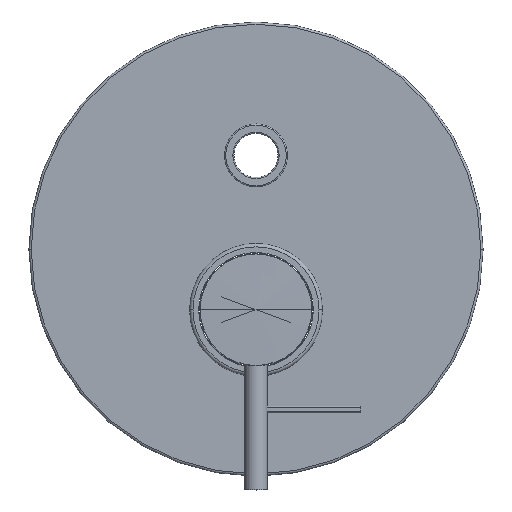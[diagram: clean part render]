
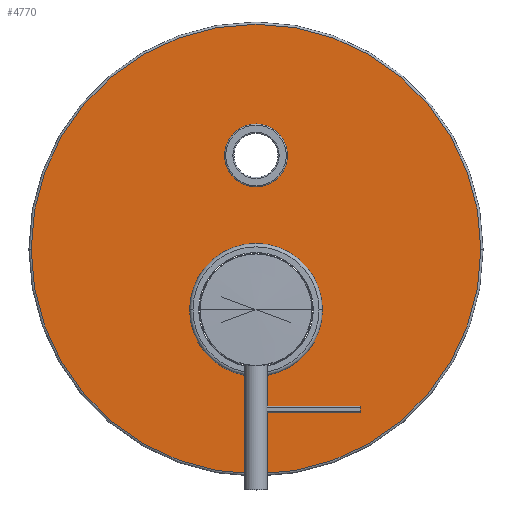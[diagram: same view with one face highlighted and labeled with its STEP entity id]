
A CAD part, top view. The second image highlights one B-rep face of the part: STEP entity #4770.
In plain terms, the highlighted face is planar.
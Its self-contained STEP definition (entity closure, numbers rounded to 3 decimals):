
#4482=CARTESIAN_POINT('',(0.,8.,0.));
#4483=DIRECTION('',(0.,1.,0.));
#4484=DIRECTION('',(1.,0.,0.));
#4485=AXIS2_PLACEMENT_3D('',#4482,#4483,#4484);
#4490=CARTESIAN_POINT('',(0.,8.,0.));
#4491=DIRECTION('',(0.,1.,0.));
#4492=DIRECTION('',(-1.,0.,0.));
#4493=AXIS2_PLACEMENT_3D('',#4490,#4491,#4492);
#4498=CARTESIAN_POINT('',(0.,8.,-26.75));
#4499=DIRECTION('',(0.,1.,0.));
#4500=DIRECTION('',(1.,0.,0.));
#4501=AXIS2_PLACEMENT_3D('',#4498,#4499,#4500);
#4506=CARTESIAN_POINT('',(0.,8.,-26.75));
#4507=DIRECTION('',(0.,1.,0.));
#4508=DIRECTION('',(-1.,0.,0.));
#4509=AXIS2_PLACEMENT_3D('',#4506,#4507,#4508);
#4514=CARTESIAN_POINT('',(0.,8.,41.25));
#4515=DIRECTION('',(0.,1.,0.));
#4516=DIRECTION('',(1.,0.,0.));
#4517=AXIS2_PLACEMENT_3D('',#4514,#4515,#4516);
#4522=CARTESIAN_POINT('',(0.,8.,41.25));
#4523=DIRECTION('',(0.,1.,0.));
#4524=DIRECTION('',(-1.,0.,0.));
#4525=AXIS2_PLACEMENT_3D('',#4522,#4523,#4524);
#4598=CARTESIAN_POINT('',(99.,8.,0.));
#4599=CARTESIAN_POINT('',(-99.,8.,0.));
#4600=VERTEX_POINT('',#4598);
#4601=VERTEX_POINT('',#4599);
#4614=CARTESIAN_POINT('',(26.75,8.,-26.75));
#4615=CARTESIAN_POINT('',(-26.75,8.,-26.75));
#4616=VERTEX_POINT('',#4614);
#4617=VERTEX_POINT('',#4615);
#4618=CARTESIAN_POINT('',(11.5,8.,41.25));
#4619=CARTESIAN_POINT('',(-11.5,8.,41.25));
#4620=VERTEX_POINT('',#4618);
#4621=VERTEX_POINT('',#4619);
#4748=CARTESIAN_POINT('',(0.,8.,0.));
#4749=DIRECTION('',(0.,-1.,0.));
#4750=DIRECTION('',(-1.,0.,0.));
#4751=AXIS2_PLACEMENT_3D('',#4748,#4749,#4750);
#4752=PLANE('',#4751);
#4753=ORIENTED_EDGE('',*,*,#4738,.F.);
#4755=ORIENTED_EDGE('',*,*,#4754,.F.);
#4756=EDGE_LOOP('',(#4753,#4755));
#4757=FACE_OUTER_BOUND('',#4756,.F.);
#4759=ORIENTED_EDGE('',*,*,#4758,.T.);
#4761=ORIENTED_EDGE('',*,*,#4760,.T.);
#4762=EDGE_LOOP('',(#4759,#4761));
#4763=FACE_BOUND('',#4762,.F.);
#4765=ORIENTED_EDGE('',*,*,#4764,.T.);
#4767=ORIENTED_EDGE('',*,*,#4766,.T.);
#4768=EDGE_LOOP('',(#4765,#4767));
#4769=FACE_BOUND('',#4768,.F.);
#4770=ADVANCED_FACE('',(#4757,#4763,#4769),#4752,.F.);
#4486=CIRCLE('',#4485,99.);
#4494=CIRCLE('',#4493,99.);
#4502=CIRCLE('',#4501,26.75);
#4510=CIRCLE('',#4509,26.75);
#4518=CIRCLE('',#4517,11.5);
#4526=CIRCLE('',#4525,11.5);
#4738=EDGE_CURVE('',#4600,#4601,#4486,.T.);
#4754=EDGE_CURVE('',#4601,#4600,#4494,.T.);
#4758=EDGE_CURVE('',#4616,#4617,#4502,.T.);
#4760=EDGE_CURVE('',#4617,#4616,#4510,.T.);
#4764=EDGE_CURVE('',#4620,#4621,#4518,.T.);
#4766=EDGE_CURVE('',#4621,#4620,#4526,.T.);
